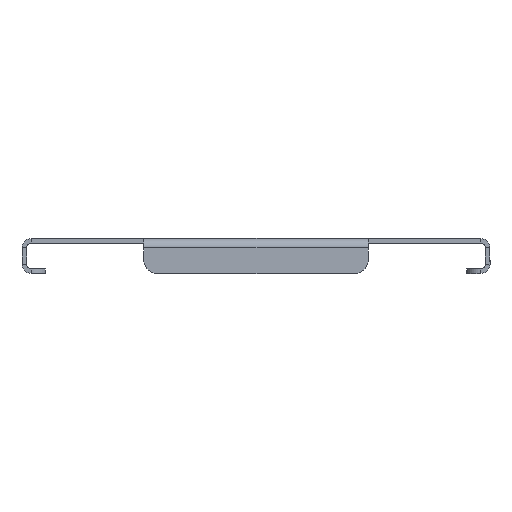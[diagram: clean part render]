
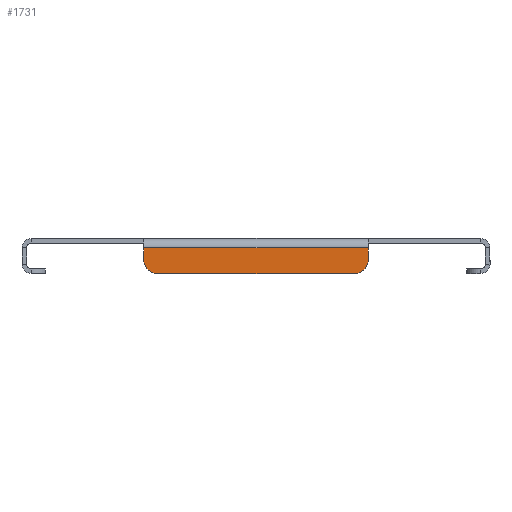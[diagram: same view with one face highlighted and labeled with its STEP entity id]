
A CAD part, left-side view. The second image highlights one B-rep face of the part: STEP entity #1731.
In plain terms, the highlighted planar face has unit normal (-1, 0, 0).
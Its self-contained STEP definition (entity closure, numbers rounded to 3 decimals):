
#59 = VERTEX_POINT ( 'NONE', #1167 ) ;
#79 = ORIENTED_EDGE ( 'NONE', *, *, #1448, .T. ) ;
#101 = VERTEX_POINT ( 'NONE', #2084 ) ;
#102 = DIRECTION ( 'NONE',  ( 0., 0., 1. ) ) ;
#146 = ORIENTED_EDGE ( 'NONE', *, *, #963, .T. ) ;
#250 = CARTESIAN_POINT ( 'NONE',  ( -149.5, 0., 0. ) ) ;
#320 = VECTOR ( 'NONE', #102, 1000. ) ;
#412 = CIRCLE ( 'NONE', #2559, 6. ) ;
#437 = CARTESIAN_POINT ( 'NONE',  ( -149.5, -42., -15. ) ) ;
#571 = LINE ( 'NONE', #2411, #320 ) ;
#621 = LINE ( 'NONE', #1258, #1386 ) ;
#658 = EDGE_CURVE ( 'NONE', #1452, #101, #896, .T. ) ;
#666 = EDGE_CURVE ( 'NONE', #2483, #1035, #1805, .T. ) ;
#837 = ORIENTED_EDGE ( 'NONE', *, *, #965, .T. ) ;
#870 = DIRECTION ( 'NONE',  ( 0., 1., 0. ) ) ;
#896 = LINE ( 'NONE', #1382, #1418 ) ;
#911 = DIRECTION ( 'NONE',  ( 0., 0., -1. ) ) ;
#927 = FACE_OUTER_BOUND ( 'NONE', #1330, .T. ) ;
#963 = EDGE_CURVE ( 'NONE', #1452, #1314, #1231, .T. ) ;
#965 = EDGE_CURVE ( 'NONE', #1314, #59, #571, .T. ) ;
#1035 = VERTEX_POINT ( 'NONE', #2897 ) ;
#1144 = CARTESIAN_POINT ( 'NONE',  ( -149.5, 48., -15. ) ) ;
#1167 = CARTESIAN_POINT ( 'NONE',  ( -149.5, -48., -4. ) ) ;
#1231 = CIRCLE ( 'NONE', #2919, 6. ) ;
#1258 = CARTESIAN_POINT ( 'NONE',  ( -149.5, -100., -4. ) ) ;
#1314 = VERTEX_POINT ( 'NONE', #2957 ) ;
#1330 = EDGE_LOOP ( 'NONE', ( #2412, #146, #837, #2453, #2819, #79 ) ) ;
#1382 = CARTESIAN_POINT ( 'NONE',  ( -149.5, -100., -15. ) ) ;
#1386 = VECTOR ( 'NONE', #2451, 1000. ) ;
#1418 = VECTOR ( 'NONE', #870, 1000. ) ;
#1448 = EDGE_CURVE ( 'NONE', #1035, #101, #412, .T. ) ;
#1452 = VERTEX_POINT ( 'NONE', #437 ) ;
#1575 = DIRECTION ( 'NONE',  ( -1., 0., 0. ) ) ;
#1607 = AXIS2_PLACEMENT_3D ( 'NONE', #250, #2308, #2055 ) ;
#1716 = DIRECTION ( 'NONE',  ( -1., 0., 0. ) ) ;
#1731 = ADVANCED_FACE ( 'NONE', ( #927 ), #2540, .F. ) ;
#1801 = VECTOR ( 'NONE', #911, 1000. ) ;
#1805 = LINE ( 'NONE', #1144, #1801 ) ;
#2055 = DIRECTION ( 'NONE',  ( 0., 0., -1. ) ) ;
#2084 = CARTESIAN_POINT ( 'NONE',  ( -149.5, 42., -15. ) ) ;
#2181 = CARTESIAN_POINT ( 'NONE',  ( -149.5, -42., -9. ) ) ;
#2308 = DIRECTION ( 'NONE',  ( 1., 0., 0. ) ) ;
#2350 = EDGE_CURVE ( 'NONE', #2483, #59, #621, .T. ) ;
#2411 = CARTESIAN_POINT ( 'NONE',  ( -149.5, -48., -15. ) ) ;
#2412 = ORIENTED_EDGE ( 'NONE', *, *, #658, .F. ) ;
#2451 = DIRECTION ( 'NONE',  ( 0., -1., 0. ) ) ;
#2453 = ORIENTED_EDGE ( 'NONE', *, *, #2350, .F. ) ;
#2483 = VERTEX_POINT ( 'NONE', #2621 ) ;
#2540 = PLANE ( 'NONE',  #1607 ) ;
#2559 = AXIS2_PLACEMENT_3D ( 'NONE', #2976, #1575, #2760 ) ;
#2610 = DIRECTION ( 'NONE',  ( 0., 0., -1. ) ) ;
#2621 = CARTESIAN_POINT ( 'NONE',  ( -149.5, 48., -4. ) ) ;
#2760 = DIRECTION ( 'NONE',  ( 0., 0., -1. ) ) ;
#2819 = ORIENTED_EDGE ( 'NONE', *, *, #666, .T. ) ;
#2897 = CARTESIAN_POINT ( 'NONE',  ( -149.5, 48., -9. ) ) ;
#2919 = AXIS2_PLACEMENT_3D ( 'NONE', #2181, #1716, #2610 ) ;
#2957 = CARTESIAN_POINT ( 'NONE',  ( -149.5, -48., -9. ) ) ;
#2976 = CARTESIAN_POINT ( 'NONE',  ( -149.5, 42., -9. ) ) ;
